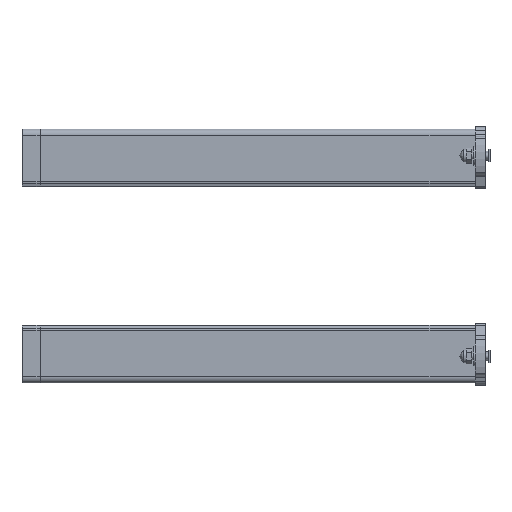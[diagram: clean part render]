
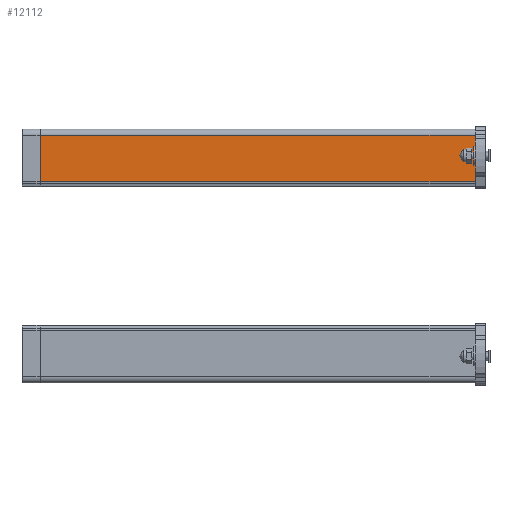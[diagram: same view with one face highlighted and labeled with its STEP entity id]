
A CAD part, front view. The second image highlights one B-rep face of the part: STEP entity #12112.
In plain terms, the highlighted planar face has unit normal (0, -1, 0).
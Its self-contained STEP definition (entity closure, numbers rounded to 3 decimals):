
#21 = CARTESIAN_POINT ( 'NONE',  ( -11.001, -17.5, 38.094 ) ) ;
#235 = CARTESIAN_POINT ( 'NONE',  ( -11.001, -17.5, 1.906 ) ) ;
#861 = VECTOR ( 'NONE', #7457, 1000. ) ;
#1723 = EDGE_CURVE ( 'NONE', #9493, #10928, #9902, .T. ) ;
#1979 = PLANE ( 'NONE',  #11656 ) ;
#2193 = LINE ( 'NONE', #10869, #861 ) ;
#2578 = ORIENTED_EDGE ( 'NONE', *, *, #3145, .T. ) ;
#3145 = EDGE_CURVE ( 'NONE', #10908, #9493, #3163, .T. ) ;
#3163 = LINE ( 'NONE', #19886, #11537 ) ;
#3743 = CARTESIAN_POINT ( 'NONE',  ( -351.001, -17.5, 1.906 ) ) ;
#4782 = EDGE_CURVE ( 'NONE', #10928, #5781, #2193, .T. ) ;
#5279 = DIRECTION ( 'NONE',  ( 0., 0., -1. ) ) ;
#5567 = EDGE_LOOP ( 'NONE', ( #6258, #17518, #2578, #14334 ) ) ;
#5781 = VERTEX_POINT ( 'NONE', #3743 ) ;
#5918 = VECTOR ( 'NONE', #21171, 1000. ) ;
#6258 = ORIENTED_EDGE ( 'NONE', *, *, #4782, .T. ) ;
#7457 = DIRECTION ( 'NONE',  ( 0., 0., -1. ) ) ;
#7823 = EDGE_CURVE ( 'NONE', #5781, #10908, #14479, .T. ) ;
#8996 = CARTESIAN_POINT ( 'NONE',  ( -11.001, -17.5, 38.094 ) ) ;
#9493 = VERTEX_POINT ( 'NONE', #8996 ) ;
#9902 = LINE ( 'NONE', #21, #14234 ) ;
#10869 = CARTESIAN_POINT ( 'NONE',  ( -351.001, -17.5, 1.906 ) ) ;
#10908 = VERTEX_POINT ( 'NONE', #16076 ) ;
#10928 = VERTEX_POINT ( 'NONE', #21455 ) ;
#11537 = VECTOR ( 'NONE', #16807, 1000. ) ;
#11656 = AXIS2_PLACEMENT_3D ( 'NONE', #235, #16624, #5279 ) ;
#12112 = ADVANCED_FACE ( 'NONE', ( #14989 ), #1979, .T. ) ;
#12989 = DIRECTION ( 'NONE',  ( -1., 0., 0. ) ) ;
#14234 = VECTOR ( 'NONE', #12989, 1000. ) ;
#14334 = ORIENTED_EDGE ( 'NONE', *, *, #1723, .T. ) ;
#14479 = LINE ( 'NONE', #17656, #5918 ) ;
#14989 = FACE_OUTER_BOUND ( 'NONE', #5567, .T. ) ;
#16076 = CARTESIAN_POINT ( 'NONE',  ( -11.001, -17.5, 1.906 ) ) ;
#16624 = DIRECTION ( 'NONE',  ( 0., -1., 0. ) ) ;
#16807 = DIRECTION ( 'NONE',  ( 0., 0., 1. ) ) ;
#17518 = ORIENTED_EDGE ( 'NONE', *, *, #7823, .T. ) ;
#17656 = CARTESIAN_POINT ( 'NONE',  ( -11.001, -17.5, 1.906 ) ) ;
#19886 = CARTESIAN_POINT ( 'NONE',  ( -11.001, -17.5, 1.906 ) ) ;
#21171 = DIRECTION ( 'NONE',  ( 1., 0., 0. ) ) ;
#21455 = CARTESIAN_POINT ( 'NONE',  ( -351.001, -17.5, 38.094 ) ) ;
